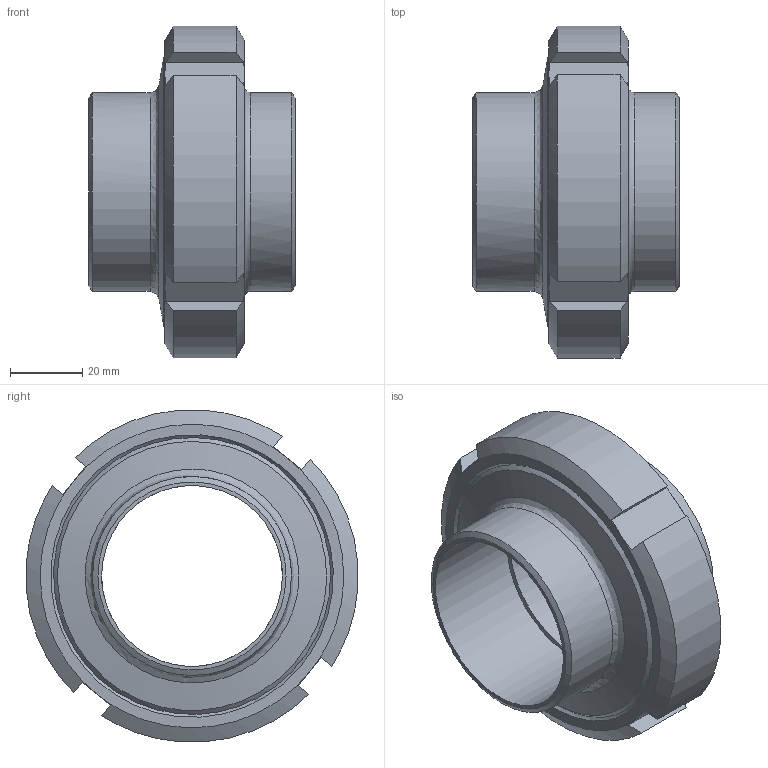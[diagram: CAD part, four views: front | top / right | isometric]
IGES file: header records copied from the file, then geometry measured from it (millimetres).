
Global section: file name: 20122050000; native system: Autodesk Inventor 2015; preprocessor: unknown; author: Struska Martin; date: 20160304.075517; units: millimetre
Bounding box: 57 x 91.82 x 91.82 mm (x, y, z)
Volume: 105917.4 mm3; surface area: 39601 mm2
Topology: 1 solids, 2 shells, 55 faces, 147 edges, 101 vertices
Faces by surface type: bspline 55
